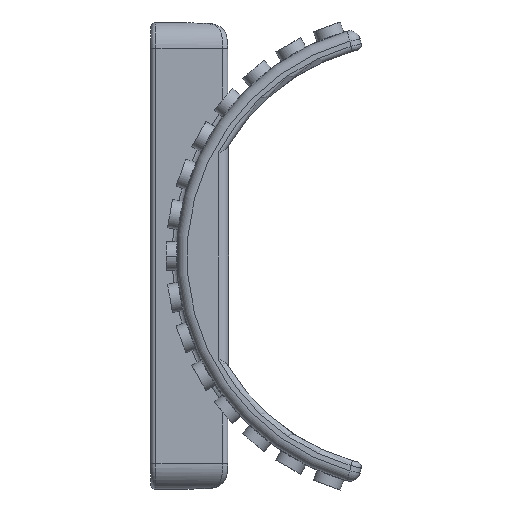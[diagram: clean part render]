
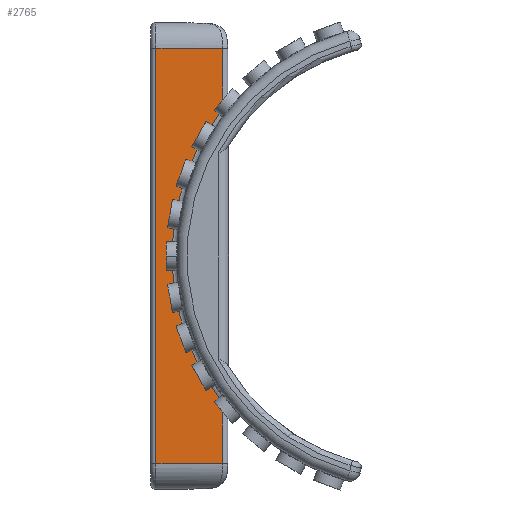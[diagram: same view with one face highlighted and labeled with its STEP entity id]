
A CAD part, left-side view. The second image highlights one B-rep face of the part: STEP entity #2765.
In plain terms, the highlighted planar face has unit normal (-1, 0, 0).
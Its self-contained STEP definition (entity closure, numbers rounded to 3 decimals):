
#17 = EDGE_CURVE ( 'NONE', #15206, #2863, #10473, .T. ) ;
#493 = DIRECTION ( 'NONE',  ( 0., 0., 1. ) ) ;
#1061 = EDGE_CURVE ( 'NONE', #10877, #8542, #16620, .T. ) ;
#1402 = CARTESIAN_POINT ( 'NONE',  ( 35., 1.127, 28.475 ) ) ;
#2083 = CARTESIAN_POINT ( 'NONE',  ( 35., 1.127, -40. ) ) ;
#2231 = CARTESIAN_POINT ( 'NONE',  ( 35., 14., -45. ) ) ;
#2564 = DIRECTION ( 'NONE',  ( 0., 1., 0. ) ) ;
#2765 = ADVANCED_FACE ( 'NONE', ( #6453 ), #12112, .T. ) ;
#2863 = VERTEX_POINT ( 'NONE', #8510 ) ;
#3091 = LINE ( 'NONE', #12306, #9661 ) ;
#3398 = DIRECTION ( 'NONE',  ( 1., 0., 0. ) ) ;
#3474 = VECTOR ( 'NONE', #13332, 1000. ) ;
#3929 = CARTESIAN_POINT ( 'NONE',  ( 35., 1.127, -45. ) ) ;
#4822 = CARTESIAN_POINT ( 'NONE',  ( 35., 14., 40. ) ) ;
#4860 = ORIENTED_EDGE ( 'NONE', *, *, #7533, .T. ) ;
#5248 = LINE ( 'NONE', #14454, #3474 ) ;
#5321 = EDGE_CURVE ( 'NONE', #8542, #15206, #5248, .T. ) ;
#5363 = ORIENTED_EDGE ( 'NONE', *, *, #17, .T. ) ;
#5511 = LINE ( 'NONE', #13170, #14620 ) ;
#5760 = DIRECTION ( 'NONE',  ( -1., 0., 0. ) ) ;
#6453 = FACE_OUTER_BOUND ( 'NONE', #11750, .T. ) ;
#7533 = EDGE_CURVE ( 'NONE', #2863, #15128, #7697, .T. ) ;
#7538 = DIRECTION ( 'NONE',  ( 0., 0., 1. ) ) ;
#7697 = CIRCLE ( 'NONE', #9886, 46. ) ;
#7773 = ORIENTED_EDGE ( 'NONE', *, *, #1061, .T. ) ;
#7935 = DIRECTION ( 'NONE',  ( 0., 0., -1. ) ) ;
#7962 = VECTOR ( 'NONE', #7935, 1000. ) ;
#8510 = CARTESIAN_POINT ( 'NONE',  ( 35., 1.127, -28.475 ) ) ;
#8542 = VERTEX_POINT ( 'NONE', #10898 ) ;
#8829 = CARTESIAN_POINT ( 'NONE',  ( 35., -35., 0. ) ) ;
#9661 = VECTOR ( 'NONE', #493, 1000. ) ;
#9886 = AXIS2_PLACEMENT_3D ( 'NONE', #8829, #3398, #7538 ) ;
#10473 = LINE ( 'NONE', #3929, #11472 ) ;
#10877 = VERTEX_POINT ( 'NONE', #4822 ) ;
#10898 = CARTESIAN_POINT ( 'NONE',  ( 35., 14., -40. ) ) ;
#10985 = EDGE_CURVE ( 'NONE', #12077, #10877, #5511, .T. ) ;
#11368 = AXIS2_PLACEMENT_3D ( 'NONE', #15049, #5760, #16084 ) ;
#11472 = VECTOR ( 'NONE', #16931, 1000. ) ;
#11750 = EDGE_LOOP ( 'NONE', ( #5363, #4860, #15089, #11916, #7773, #12087 ) ) ;
#11904 = CARTESIAN_POINT ( 'NONE',  ( 35., 1.127, 40. ) ) ;
#11916 = ORIENTED_EDGE ( 'NONE', *, *, #10985, .T. ) ;
#12077 = VERTEX_POINT ( 'NONE', #11904 ) ;
#12087 = ORIENTED_EDGE ( 'NONE', *, *, #5321, .T. ) ;
#12112 = PLANE ( 'NONE',  #11368 ) ;
#12306 = CARTESIAN_POINT ( 'NONE',  ( 35., 1.127, -45. ) ) ;
#13170 = CARTESIAN_POINT ( 'NONE',  ( 35., 15., 40. ) ) ;
#13332 = DIRECTION ( 'NONE',  ( 0., -1., 0. ) ) ;
#14454 = CARTESIAN_POINT ( 'NONE',  ( 35., 10., -40. ) ) ;
#14620 = VECTOR ( 'NONE', #2564, 1000. ) ;
#15049 = CARTESIAN_POINT ( 'NONE',  ( 35., 10., -45. ) ) ;
#15089 = ORIENTED_EDGE ( 'NONE', *, *, #15515, .T. ) ;
#15128 = VERTEX_POINT ( 'NONE', #1402 ) ;
#15206 = VERTEX_POINT ( 'NONE', #2083 ) ;
#15515 = EDGE_CURVE ( 'NONE', #15128, #12077, #3091, .T. ) ;
#16084 = DIRECTION ( 'NONE',  ( 0., 0., 1. ) ) ;
#16620 = LINE ( 'NONE', #2231, #7962 ) ;
#16931 = DIRECTION ( 'NONE',  ( 0., 0., 1. ) ) ;
